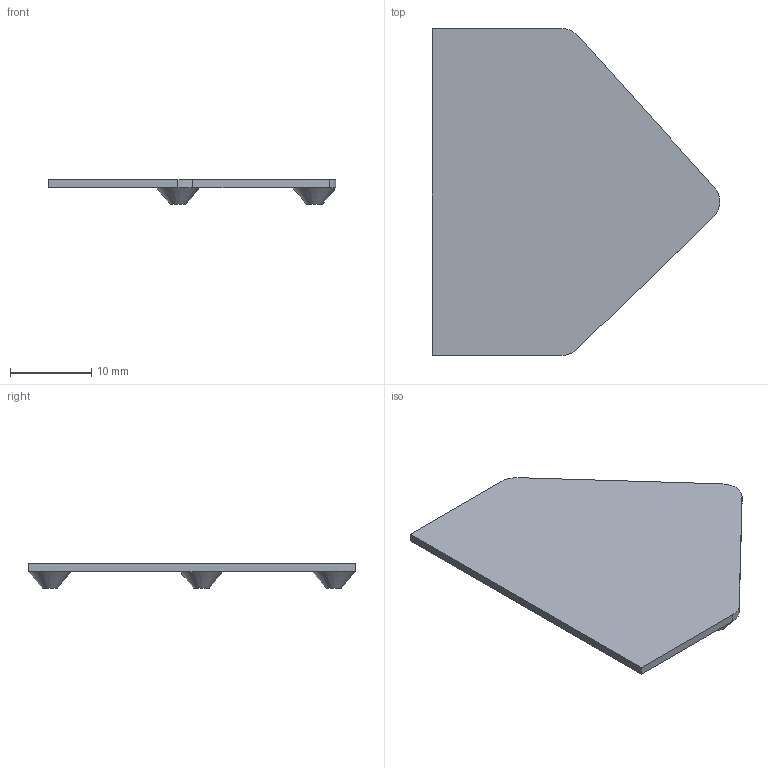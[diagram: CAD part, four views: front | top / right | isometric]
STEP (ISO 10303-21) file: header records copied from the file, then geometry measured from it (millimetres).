
FILE_DESCRIPTION(/* description */ (''),/* implementation_level */ '2;1');
FILE_NAME(/* name */ '20_Cube_Insert_VCM_MirrorMount_KES400A_mirror_mount.ipt.step',/* time_stamp */ '2022-11-29T08:10:17+01:00',/* author */ ('diederichbenedict'),/* organization */ (''),/* preprocessor_version */ 'ST-DEVELOPER v18.1',/* originating_system */ 'Autodesk Inventor 2022',/* authorisation */ '');
FILE_SCHEMA (('AUTOMOTIVE_DESIGN { 1 0 10303 214 3 1 1 }'));
Length unit declared in the file: millimetre
Products named in the file (1): 20_Cube_Insert_VCM_MirrorMount_KES400A_mirror_mount
Bounding box: 35.47 x 40.3 x 3 mm (x, y, z)
Volume: 1144.9 mm3; surface area: 2318.5 mm2
Topology: 1 solids, 1 shells, 16 faces, 36 edges, 22 vertices
Faces by surface type: plane 10, cone 3, cylinder 3
Entity records: 488 total; most frequent: DIRECTION 85, CARTESIAN_POINT 75, ORIENTED_EDGE 72, EDGE_CURVE 36, AXIS2_PLACEMENT_3D 32, VERTEX_POINT 22, LINE 21, VECTOR 21
